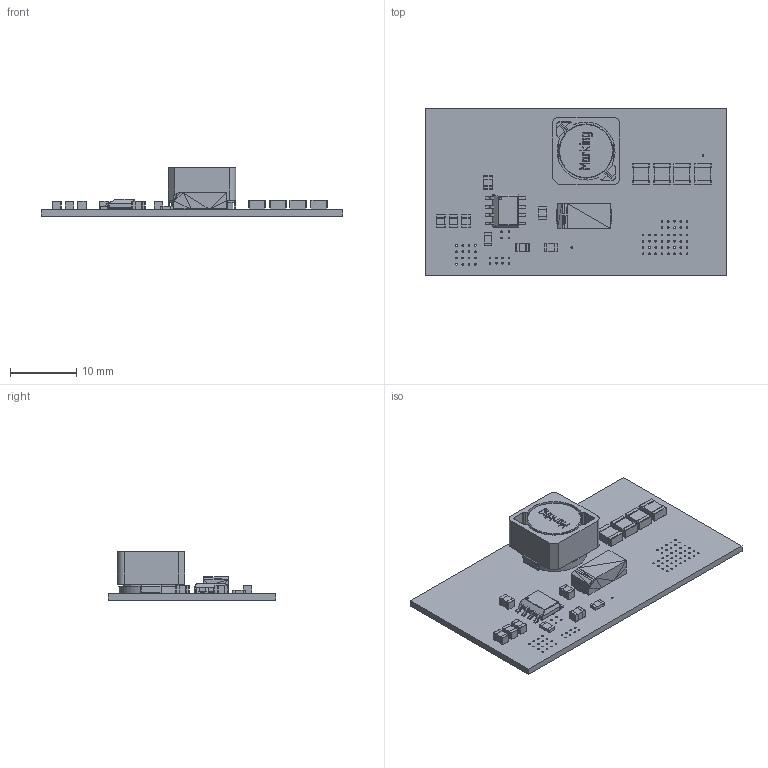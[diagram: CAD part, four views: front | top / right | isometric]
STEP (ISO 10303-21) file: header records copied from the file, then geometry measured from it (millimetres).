
FILE_DESCRIPTION(('for SolidWorks'),'2;1');
FILE_NAME('buck_converter_5V_5A.step','2016-11-24T12:15:00',('Jun'),(''), 'Open CASCADE STEP processor 6.6','DipTrace','Unknown');
FILE_SCHEMA(('AUTOMOTIVE_DESIGN { 1 0 10303 214 1 1 1 1 }'));
Length unit declared in the file: millimetre
Products named in the file (8): PCB; Board; cap_0805; cap_1210; we-pdf_1064; res_0805; soic-8ep_150mil; dio_2009
Assembly tree (16 placements, depth 2):
  PCB
    Board
    cap_0805  x6
    cap_1210  x4
    we-pdf_1064
    res_0805  x2
    soic-8ep_150mil
    dio_2009
Bounding box: 45.72 x 25.4 x 7.34 mm (x, y, z)
Volume: 1284 mm3; surface area: 3940.5 mm2
Topology: 14 solids, 31 shells, 1038 faces, 2365 edges, 1407 vertices
Faces by surface type: plane 840, cylinder 123, bspline 52, extrusion 14, sphere 8, cone 1
Full cylindrical faces by diameter (mm): 0.254 x74, 0.4 x1, 0.401 x1, 5 x1, 8.2 x1
Entity records: 22971 total; most frequent: CARTESIAN_POINT 5162, ORIENTED_EDGE 2850, DIRECTION 2562, EDGE_CURVE 1425, VECTOR 914, LINE 900, VERTEX_POINT 867, AXIS2_PLACEMENT_3D 824
